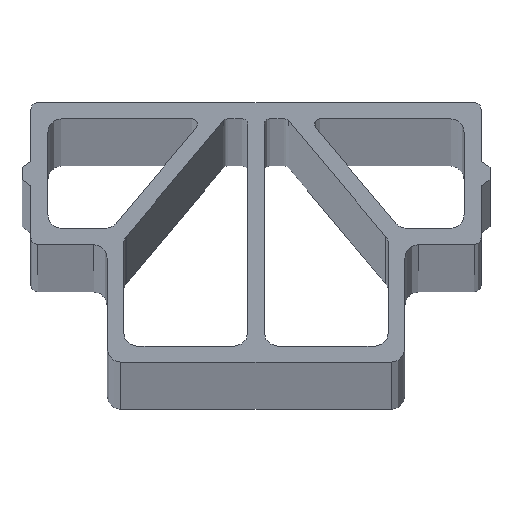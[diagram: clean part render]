
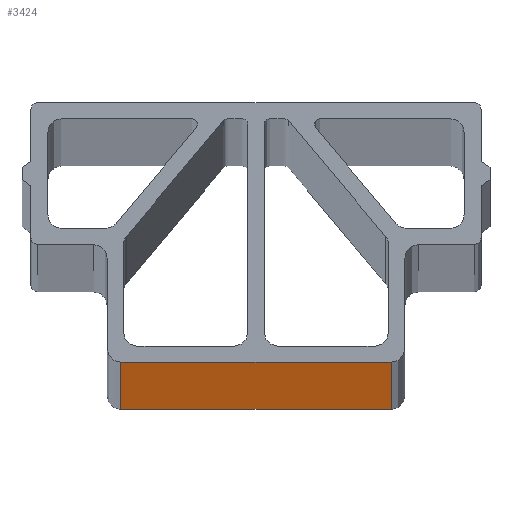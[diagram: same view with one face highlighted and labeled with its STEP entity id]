
A CAD part, top view. The second image highlights one B-rep face of the part: STEP entity #3424.
In plain terms, the highlighted planar face has unit normal (0, -1, 0).
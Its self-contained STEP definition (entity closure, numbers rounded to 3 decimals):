
#33 = PLANE('',#34);
#34 = AXIS2_PLACEMENT_3D('',#35,#36,#37);
#35 = CARTESIAN_POINT('',(-16.15,-0.4,1000.));
#36 = DIRECTION('',(0.,0.,1.));
#37 = DIRECTION('',(1.,0.,-0.));
#772 = VERTEX_POINT('',#773);
#773 = CARTESIAN_POINT('',(-10.,-9.6,1000.));
#788 = CYLINDRICAL_SURFACE('',#789,1.);
#789 = AXIS2_PLACEMENT_3D('',#790,#791,#792);
#790 = CARTESIAN_POINT('',(-10.,-8.6,1000.));
#791 = DIRECTION('',(0.,0.,-1.));
#792 = DIRECTION('',(-1.,0.,0.));
#800 = EDGE_CURVE('',#772,#801,#803,.T.);
#801 = VERTEX_POINT('',#802);
#802 = CARTESIAN_POINT('',(10.,-9.6,1000.));
#803 = SURFACE_CURVE('',#804,(#808,#815),.PCURVE_S1.);
#804 = LINE('',#805,#806);
#805 = CARTESIAN_POINT('',(-10.,-9.6,1000.));
#806 = VECTOR('',#807,1.);
#807 = DIRECTION('',(1.,0.,0.));
#808 = PCURVE('',#33,#809);
#809 = DEFINITIONAL_REPRESENTATION('',(#810),#814);
#810 = LINE('',#811,#812);
#811 = CARTESIAN_POINT('',(6.15,-9.2));
#812 = VECTOR('',#813,1.);
#813 = DIRECTION('',(1.,0.));
#814 = ( GEOMETRIC_REPRESENTATION_CONTEXT(2) 
PARAMETRIC_REPRESENTATION_CONTEXT() REPRESENTATION_CONTEXT('2D SPACE',''
  ) );
#815 = PCURVE('',#816,#821);
#816 = PLANE('',#817);
#817 = AXIS2_PLACEMENT_3D('',#818,#819,#820);
#818 = CARTESIAN_POINT('',(-10.,-9.6,1000.));
#819 = DIRECTION('',(0.,1.,0.));
#820 = DIRECTION('',(0.,-0.,1.));
#821 = DEFINITIONAL_REPRESENTATION('',(#822),#826);
#822 = LINE('',#823,#824);
#823 = CARTESIAN_POINT('',(0.,0.));
#824 = VECTOR('',#825,1.);
#825 = DIRECTION('',(0.,1.));
#826 = ( GEOMETRIC_REPRESENTATION_CONTEXT(2) 
PARAMETRIC_REPRESENTATION_CONTEXT() REPRESENTATION_CONTEXT('2D SPACE',''
  ) );
#845 = CYLINDRICAL_SURFACE('',#846,1.);
#846 = AXIS2_PLACEMENT_3D('',#847,#848,#849);
#847 = CARTESIAN_POINT('',(10.,-8.6,1000.));
#848 = DIRECTION('',(0.,0.,-1.));
#849 = DIRECTION('',(-1.,0.,0.));
#1755 = PLANE('',#1756);
#1756 = AXIS2_PLACEMENT_3D('',#1757,#1758,#1759);
#1757 = CARTESIAN_POINT('',(-16.15,-0.4,-1000.));
#1758 = DIRECTION('',(0.,0.,1.));
#1759 = DIRECTION('',(1.,0.,-0.));
#2551 = VERTEX_POINT('',#2552);
#2552 = CARTESIAN_POINT('',(10.,-9.6,-1000.));
#2574 = EDGE_CURVE('',#2575,#2551,#2577,.T.);
#2575 = VERTEX_POINT('',#2576);
#2576 = CARTESIAN_POINT('',(-10.,-9.6,-1000.));
#2577 = SURFACE_CURVE('',#2578,(#2582,#2589),.PCURVE_S1.);
#2578 = LINE('',#2579,#2580);
#2579 = CARTESIAN_POINT('',(-10.,-9.6,-1000.));
#2580 = VECTOR('',#2581,1.);
#2581 = DIRECTION('',(1.,0.,0.));
#2582 = PCURVE('',#1755,#2583);
#2583 = DEFINITIONAL_REPRESENTATION('',(#2584),#2588);
#2584 = LINE('',#2585,#2586);
#2585 = CARTESIAN_POINT('',(6.15,-9.2));
#2586 = VECTOR('',#2587,1.);
#2587 = DIRECTION('',(1.,0.));
#2588 = ( GEOMETRIC_REPRESENTATION_CONTEXT(2) 
PARAMETRIC_REPRESENTATION_CONTEXT() REPRESENTATION_CONTEXT('2D SPACE',''
  ) );
#2589 = PCURVE('',#816,#2590);
#2590 = DEFINITIONAL_REPRESENTATION('',(#2591),#2595);
#2591 = LINE('',#2592,#2593);
#2592 = CARTESIAN_POINT('',(-2000.,0.));
#2593 = VECTOR('',#2594,1.);
#2594 = DIRECTION('',(0.,1.));
#2595 = ( GEOMETRIC_REPRESENTATION_CONTEXT(2) 
PARAMETRIC_REPRESENTATION_CONTEXT() REPRESENTATION_CONTEXT('2D SPACE',''
  ) );
#3402 = EDGE_CURVE('',#772,#2575,#3403,.T.);
#3403 = SURFACE_CURVE('',#3404,(#3408,#3415),.PCURVE_S1.);
#3404 = LINE('',#3405,#3406);
#3405 = CARTESIAN_POINT('',(-10.,-9.6,1000.));
#3406 = VECTOR('',#3407,1.);
#3407 = DIRECTION('',(0.,0.,-1.));
#3408 = PCURVE('',#788,#3409);
#3409 = DEFINITIONAL_REPRESENTATION('',(#3410),#3414);
#3410 = LINE('',#3411,#3412);
#3411 = CARTESIAN_POINT('',(4.712,0.));
#3412 = VECTOR('',#3413,1.);
#3413 = DIRECTION('',(0.,1.));
#3414 = ( GEOMETRIC_REPRESENTATION_CONTEXT(2) 
PARAMETRIC_REPRESENTATION_CONTEXT() REPRESENTATION_CONTEXT('2D SPACE',''
  ) );
#3415 = PCURVE('',#816,#3416);
#3416 = DEFINITIONAL_REPRESENTATION('',(#3417),#3421);
#3417 = LINE('',#3418,#3419);
#3418 = CARTESIAN_POINT('',(0.,0.));
#3419 = VECTOR('',#3420,1.);
#3420 = DIRECTION('',(-1.,0.));
#3421 = ( GEOMETRIC_REPRESENTATION_CONTEXT(2) 
PARAMETRIC_REPRESENTATION_CONTEXT() REPRESENTATION_CONTEXT('2D SPACE',''
  ) );
#3424 = ADVANCED_FACE('',(#3425),#816,.F.);
#3425 = FACE_BOUND('',#3426,.T.);
#3426 = EDGE_LOOP('',(#3427,#3428,#3449,#3450));
#3427 = ORIENTED_EDGE('',*,*,#2574,.T.);
#3428 = ORIENTED_EDGE('',*,*,#3429,.F.);
#3429 = EDGE_CURVE('',#801,#2551,#3430,.T.);
#3430 = SURFACE_CURVE('',#3431,(#3435,#3442),.PCURVE_S1.);
#3431 = LINE('',#3432,#3433);
#3432 = CARTESIAN_POINT('',(10.,-9.6,1000.));
#3433 = VECTOR('',#3434,1.);
#3434 = DIRECTION('',(0.,0.,-1.));
#3435 = PCURVE('',#816,#3436);
#3436 = DEFINITIONAL_REPRESENTATION('',(#3437),#3441);
#3437 = LINE('',#3438,#3439);
#3438 = CARTESIAN_POINT('',(0.,20.));
#3439 = VECTOR('',#3440,1.);
#3440 = DIRECTION('',(-1.,0.));
#3441 = ( GEOMETRIC_REPRESENTATION_CONTEXT(2) 
PARAMETRIC_REPRESENTATION_CONTEXT() REPRESENTATION_CONTEXT('2D SPACE',''
  ) );
#3442 = PCURVE('',#845,#3443);
#3443 = DEFINITIONAL_REPRESENTATION('',(#3444),#3448);
#3444 = LINE('',#3445,#3446);
#3445 = CARTESIAN_POINT('',(4.712,0.));
#3446 = VECTOR('',#3447,1.);
#3447 = DIRECTION('',(0.,1.));
#3448 = ( GEOMETRIC_REPRESENTATION_CONTEXT(2) 
PARAMETRIC_REPRESENTATION_CONTEXT() REPRESENTATION_CONTEXT('2D SPACE',''
  ) );
#3449 = ORIENTED_EDGE('',*,*,#800,.F.);
#3450 = ORIENTED_EDGE('',*,*,#3402,.T.);
